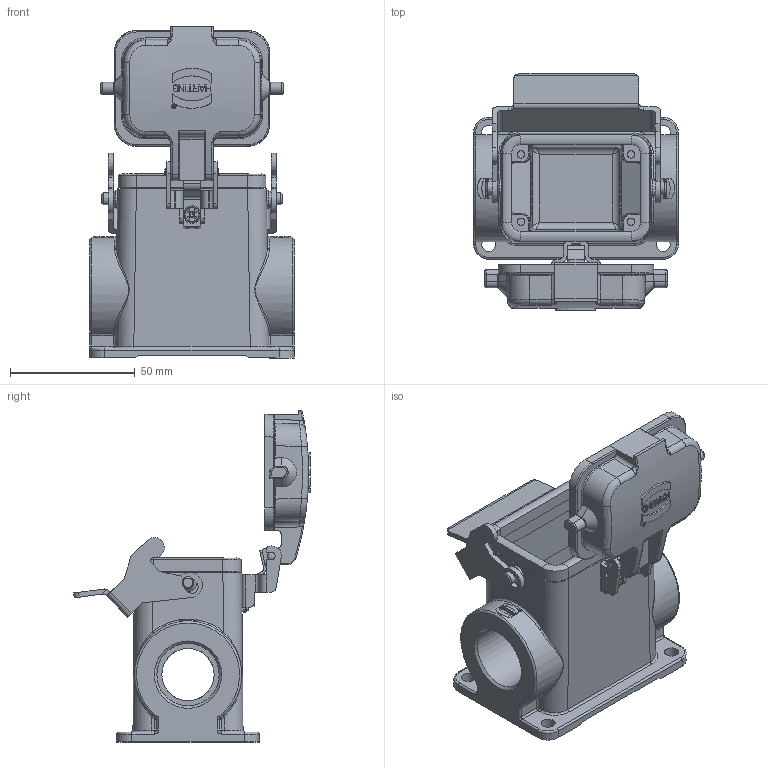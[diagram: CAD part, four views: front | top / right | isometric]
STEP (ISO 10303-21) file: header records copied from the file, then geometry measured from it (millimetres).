
FILE_DESCRIPTION((''),'2;1');
FILE_NAME('04300060265.stp','2020-07-07T15:09:51',('e.eickhoff'),(''),'Autodesk Inventor 2012','Autodesk Inventor 2012','');
FILE_SCHEMA(('AUTOMOTIVE_DESIGN { 1 0 10303 214 1 1 1 1 }'));
Length unit declared in the file: millimetre
Products named in the file (3): 04300060265; Metallbügel 1
Assembly tree (2 placements, depth 2):
  04300060265
    04300060265
    Metallbügel 1
Bounding box: 82 x 94.87 x 133.11 mm (x, y, z)
Volume: 127484.8 mm3; surface area: 59267.6 mm2
Topology: 3 solids, 4 shells, 998 faces, 2577 edges, 1641 vertices
Faces by surface type: plane 517, cylinder 312, bspline 88, torus 40, cone 27, sphere 14
Full cylindrical faces by diameter (mm): 0.88 x2, 1.04 x2, 1.52 x1, 1.68 x1, 3 x6, 4 x3, 4.8 x2, 5.6 x4, 7 x3, 21 x2, 25 x2
Entity records: 36153 total; most frequent: CARTESIAN_POINT 11027, ORIENTED_EDGE 5026, DIRECTION 4996, EDGE_CURVE 2513, AXIS2_PLACEMENT_3D 1790, VERTEX_POINT 1626, VECTOR 1416, LINE 1416
